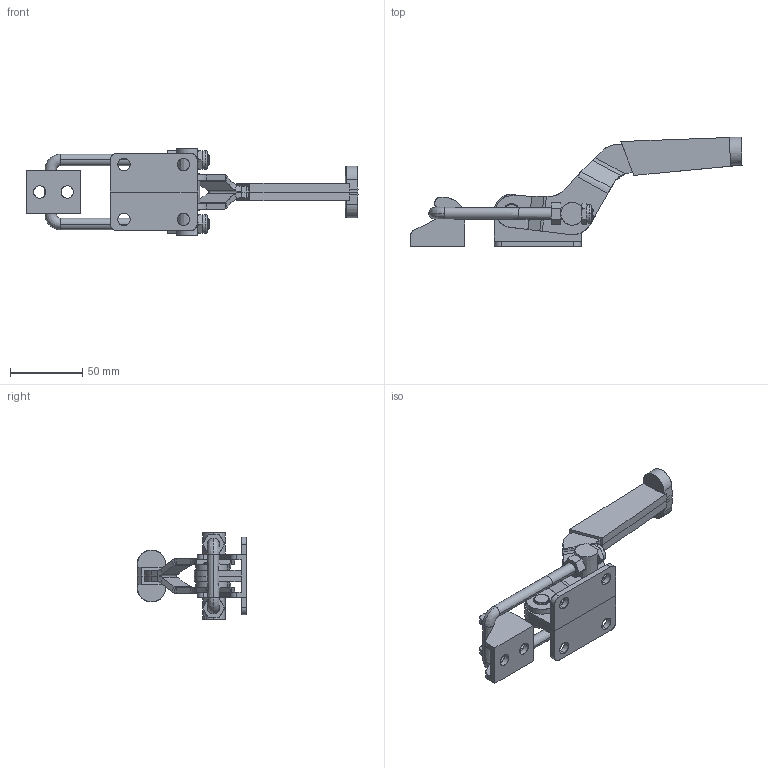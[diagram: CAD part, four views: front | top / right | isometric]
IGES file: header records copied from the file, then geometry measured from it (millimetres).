
Start section: SolidWorks IGES file using analytic representation for surfaces
Global section: file name: 493798(GH-40341).IGS, 1; native system: 5HSolidWorks 2016; preprocessor: SolidWorks 2016; author: LinWei; date: 190116.104059; units: millimetre
Bounding box: 230.32 x 76.14 x 60.3 mm (x, y, z)
Surface area: 47081.6 mm2 (no closed solid volume)
Topology: 0 solids, 0 shells, 342 faces, 3688 edges, 3688 vertices
Faces by surface type: bspline 188, revolution 154
